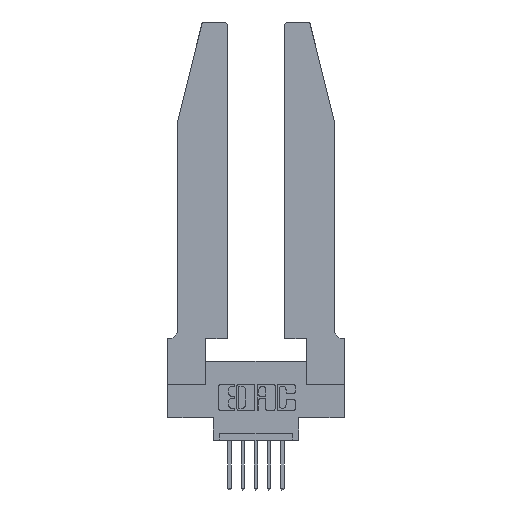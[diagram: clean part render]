
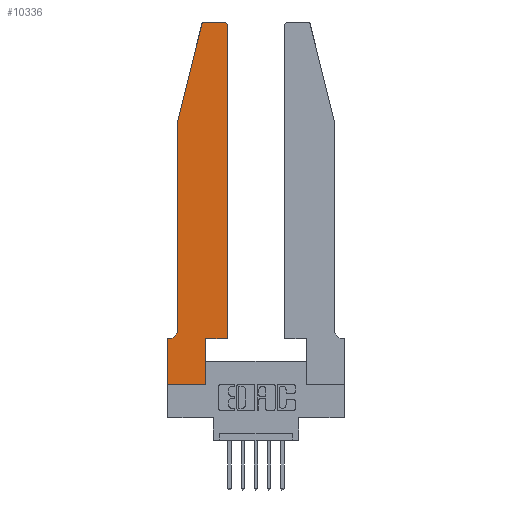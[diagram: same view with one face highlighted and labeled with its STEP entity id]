
A CAD part, top view. The second image highlights one B-rep face of the part: STEP entity #10336.
In plain terms, the highlighted planar face has unit normal (0, 0, 1).
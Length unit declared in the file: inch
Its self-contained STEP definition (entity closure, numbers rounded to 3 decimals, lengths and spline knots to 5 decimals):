
#227 = DIRECTION ( 'NONE',  ( -1., 0., 0. ) ) ;
#485 = DIRECTION ( 'NONE',  ( 1., 0., 0. ) ) ;
#611 = LINE ( 'NONE', #3992, #6375 ) ;
#684 = LINE ( 'NONE', #4809, #2815 ) ;
#834 = EDGE_CURVE ( 'NONE', #9775, #12883, #2125, .T. ) ;
#1071 = LINE ( 'NONE', #7404, #3861 ) ;
#1318 = DIRECTION ( 'NONE',  ( 1., 0., 0. ) ) ;
#1326 = AXIS2_PLACEMENT_3D ( 'NONE', #3616, #10982, #4673 ) ;
#1460 = VECTOR ( 'NONE', #6436, 39.37008 ) ;
#1499 = CARTESIAN_POINT ( 'NONE',  ( 0.2865, 0., 0.37 ) ) ;
#1686 = PLANE ( 'NONE',  #1326 ) ;
#1952 = VERTEX_POINT ( 'NONE', #11954 ) ;
#2106 = DIRECTION ( 'NONE',  ( -1., 0., 0. ) ) ;
#2125 = LINE ( 'NONE', #2317, #2592 ) ;
#2187 = ORIENTED_EDGE ( 'NONE', *, *, #834, .T. ) ;
#2284 = CARTESIAN_POINT ( 'NONE',  ( 0.4205, 2.72, 0.37 ) ) ;
#2316 = CARTESIAN_POINT ( 'NONE',  ( 0.0755, 2., 0.37 ) ) ;
#2317 = CARTESIAN_POINT ( 'NONE',  ( 0., 0., 0.37 ) ) ;
#2323 = VERTEX_POINT ( 'NONE', #5604 ) ;
#2344 = DIRECTION ( 'NONE',  ( -1., 0., 0. ) ) ;
#2504 = DIRECTION ( 'NONE',  ( 0., 0., -1. ) ) ;
#2592 = VECTOR ( 'NONE', #4390, 39.37008 ) ;
#2794 = DIRECTION ( 'NONE',  ( 0., 1., 0. ) ) ;
#2815 = VECTOR ( 'NONE', #8883, 39.37008 ) ;
#2932 = CIRCLE ( 'NONE', #10964, 0.03 ) ;
#3276 = VERTEX_POINT ( 'NONE', #6485 ) ;
#3299 = VERTEX_POINT ( 'NONE', #3323 ) ;
#3302 = CARTESIAN_POINT ( 'NONE',  ( 0., 0., 0.37 ) ) ;
#3323 = CARTESIAN_POINT ( 'NONE',  ( 0.284, 2.75, 0.37 ) ) ;
#3616 = CARTESIAN_POINT ( 'NONE',  ( 0., 0.35, 0.37 ) ) ;
#3838 = ORIENTED_EDGE ( 'NONE', *, *, #10265, .T. ) ;
#3861 = VECTOR ( 'NONE', #2106, 39.37008 ) ;
#3992 = CARTESIAN_POINT ( 'NONE',  ( 0.4505, 0.35, 0.37 ) ) ;
#4282 = ORIENTED_EDGE ( 'NONE', *, *, #6012, .T. ) ;
#4390 = DIRECTION ( 'NONE',  ( 0., -1., 0. ) ) ;
#4591 = DIRECTION ( 'NONE',  ( 1., 0., 0. ) ) ;
#4630 = ORIENTED_EDGE ( 'NONE', *, *, #7940, .T. ) ;
#4673 = DIRECTION ( 'NONE',  ( 1., 0., 0. ) ) ;
#4787 = EDGE_CURVE ( 'NONE', #8335, #7115, #8030, .T. ) ;
#4809 = CARTESIAN_POINT ( 'NONE',  ( 0.0755, 2., 0.37 ) ) ;
#4948 = CARTESIAN_POINT ( 'NONE',  ( 0.0755, 0.42, 0.37 ) ) ;
#4967 = VERTEX_POINT ( 'NONE', #13010 ) ;
#5007 = CARTESIAN_POINT ( 'NONE',  ( 0., 0.35, 0.37 ) ) ;
#5162 = EDGE_CURVE ( 'NONE', #12883, #12015, #9840, .T. ) ;
#5178 = CARTESIAN_POINT ( 'NONE',  ( 0.0755, 2., 0.37 ) ) ;
#5202 = CARTESIAN_POINT ( 'NONE',  ( 0., 0., 0.37 ) ) ;
#5315 = LINE ( 'NONE', #6695, #7585 ) ;
#5358 = EDGE_CURVE ( 'NONE', #4967, #1952, #9665, .T. ) ;
#5499 = VERTEX_POINT ( 'NONE', #4948 ) ;
#5596 = CARTESIAN_POINT ( 'NONE',  ( 0.4205, 2.75, 0.37 ) ) ;
#5604 = CARTESIAN_POINT ( 'NONE',  ( 0.25487, 2.72718, 0.37 ) ) ;
#5691 = ORIENTED_EDGE ( 'NONE', *, *, #10062, .T. ) ;
#5759 = EDGE_CURVE ( 'NONE', #12015, #4967, #9317, .T. ) ;
#6012 = EDGE_CURVE ( 'NONE', #1952, #8335, #611, .T. ) ;
#6130 = ORIENTED_EDGE ( 'NONE', *, *, #5358, .T. ) ;
#6375 = VECTOR ( 'NONE', #2794, 39.37008 ) ;
#6436 = DIRECTION ( 'NONE',  ( 1., 0., 0. ) ) ;
#6485 = CARTESIAN_POINT ( 'NONE',  ( 0.0055, 0.35, 0.37 ) ) ;
#6695 = CARTESIAN_POINT ( 'NONE',  ( 0.0755, 0.35, 0.37 ) ) ;
#7115 = VERTEX_POINT ( 'NONE', #5596 ) ;
#7253 = FACE_OUTER_BOUND ( 'NONE', #12406, .T. ) ;
#7404 = CARTESIAN_POINT ( 'NONE',  ( 0.2605, 2.75, 0.37 ) ) ;
#7506 = VECTOR ( 'NONE', #12491, 39.37008 ) ;
#7546 = DIRECTION ( 'NONE',  ( 0., 0., 1. ) ) ;
#7585 = VECTOR ( 'NONE', #2344, 39.37008 ) ;
#7679 = EDGE_CURVE ( 'NONE', #7115, #3299, #1071, .T. ) ;
#7940 = EDGE_CURVE ( 'NONE', #2323, #13574, #12255, .T. ) ;
#8030 = CIRCLE ( 'NONE', #12560, 0.03 ) ;
#8239 = CARTESIAN_POINT ( 'NONE',  ( 0.2865, 0.35, 0.37 ) ) ;
#8335 = VERTEX_POINT ( 'NONE', #13050 ) ;
#8695 = CARTESIAN_POINT ( 'NONE',  ( 0.0055, 0.42, 0.37 ) ) ;
#8718 = ORIENTED_EDGE ( 'NONE', *, *, #5162, .T. ) ;
#8800 = AXIS2_PLACEMENT_3D ( 'NONE', #8695, #2504, #227 ) ;
#8883 = DIRECTION ( 'NONE',  ( 0., -1., 0. ) ) ;
#8917 = EDGE_CURVE ( 'NONE', #3276, #9775, #5315, .T. ) ;
#8933 = CARTESIAN_POINT ( 'NONE',  ( 0.4505, 0.35, 0.37 ) ) ;
#9022 = VECTOR ( 'NONE', #485, 39.37008 ) ;
#9207 = ORIENTED_EDGE ( 'NONE', *, *, #8917, .T. ) ;
#9317 = LINE ( 'NONE', #8239, #7506 ) ;
#9558 = CIRCLE ( 'NONE', #8800, 0.07 ) ;
#9665 = LINE ( 'NONE', #8933, #9022 ) ;
#9694 = ORIENTED_EDGE ( 'NONE', *, *, #12988, .T. ) ;
#9717 = DIRECTION ( 'NONE',  ( 0., 0., 1. ) ) ;
#9775 = VERTEX_POINT ( 'NONE', #5007 ) ;
#9840 = LINE ( 'NONE', #5202, #1460 ) ;
#10062 = EDGE_CURVE ( 'NONE', #5499, #3276, #9558, .T. ) ;
#10265 = EDGE_CURVE ( 'NONE', #13574, #5499, #684, .T. ) ;
#10330 = ORIENTED_EDGE ( 'NONE', *, *, #4787, .T. ) ;
#10336 = ADVANCED_FACE ( 'NONE', ( #7253 ), #1686, .T. ) ;
#10458 = VECTOR ( 'NONE', #13516, 39.37008 ) ;
#10944 = CARTESIAN_POINT ( 'NONE',  ( 0.284, 2.72, 0.37 ) ) ;
#10964 = AXIS2_PLACEMENT_3D ( 'NONE', #10944, #9717, #4591 ) ;
#10982 = DIRECTION ( 'NONE',  ( 0., 0., 1. ) ) ;
#11883 = ORIENTED_EDGE ( 'NONE', *, *, #7679, .T. ) ;
#11954 = CARTESIAN_POINT ( 'NONE',  ( 0.4505, 0.35, 0.37 ) ) ;
#12015 = VERTEX_POINT ( 'NONE', #1499 ) ;
#12255 = LINE ( 'NONE', #5178, #10458 ) ;
#12406 = EDGE_LOOP ( 'NONE', ( #11883, #9694, #4630, #3838, #5691, #9207, #2187, #8718, #13612, #6130, #4282, #10330 ) ) ;
#12491 = DIRECTION ( 'NONE',  ( 0., 1., 0. ) ) ;
#12560 = AXIS2_PLACEMENT_3D ( 'NONE', #2284, #7546, #1318 ) ;
#12883 = VERTEX_POINT ( 'NONE', #3302 ) ;
#12988 = EDGE_CURVE ( 'NONE', #3299, #2323, #2932, .T. ) ;
#13010 = CARTESIAN_POINT ( 'NONE',  ( 0.2865, 0.35, 0.37 ) ) ;
#13050 = CARTESIAN_POINT ( 'NONE',  ( 0.4505, 2.72, 0.37 ) ) ;
#13516 = DIRECTION ( 'NONE',  ( -0.239, -0.971, 0. ) ) ;
#13574 = VERTEX_POINT ( 'NONE', #2316 ) ;
#13612 = ORIENTED_EDGE ( 'NONE', *, *, #5759, .T. ) ;
